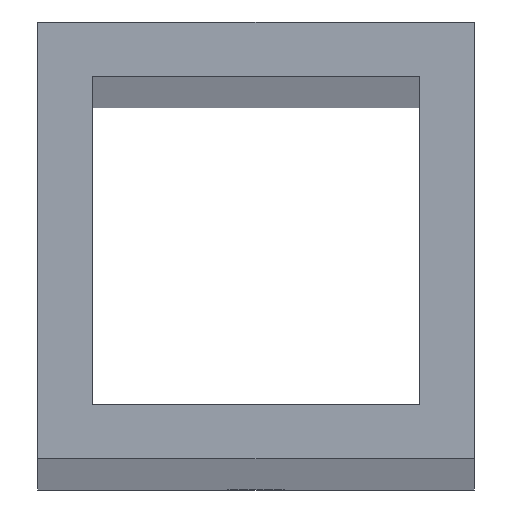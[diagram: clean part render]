
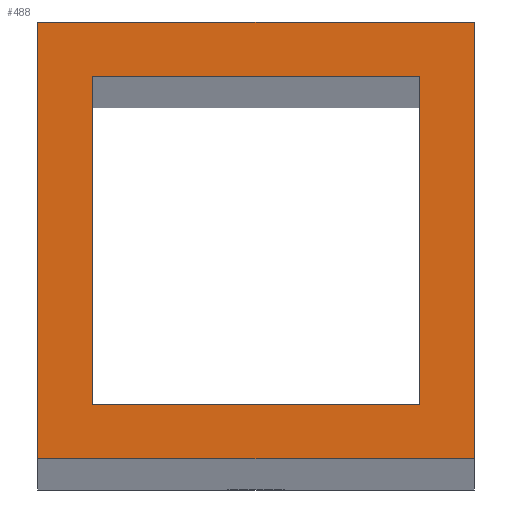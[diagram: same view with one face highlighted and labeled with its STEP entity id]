
A CAD part, top view. The second image highlights one B-rep face of the part: STEP entity #488.
In plain terms, the highlighted planar face has unit normal (0, 0, 1).
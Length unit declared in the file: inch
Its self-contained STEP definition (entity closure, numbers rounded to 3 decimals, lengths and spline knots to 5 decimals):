
#17=LINE('',#787,#41);
#20=LINE('',#793,#44);
#23=LINE('',#799,#47);
#27=LINE('',#808,#51);
#30=LINE('',#814,#54);
#33=LINE('',#820,#57);
#36=LINE('',#824,#60);
#38=LINE('',#827,#62);
#41=VECTOR('',#664,39.37008);
#44=VECTOR('',#669,39.37008);
#47=VECTOR('',#674,39.37008);
#51=VECTOR('',#680,39.37008);
#54=VECTOR('',#685,39.37008);
#57=VECTOR('',#690,39.37008);
#60=VECTOR('',#695,39.37008);
#62=VECTOR('',#699,39.37008);
#71=PLANE('',#564);
#119=FACE_BOUND('',#215,.T.);
#146=FACE_OUTER_BOUND('',#214,.T.);
#214=EDGE_LOOP('',(#435,#436,#437,#438));
#215=EDGE_LOOP('',(#439,#440,#441,#442));
#278=VERTEX_POINT('',#784);
#279=VERTEX_POINT('',#786);
#281=VERTEX_POINT('',#792);
#283=VERTEX_POINT('',#798);
#286=VERTEX_POINT('',#805);
#287=VERTEX_POINT('',#807);
#289=VERTEX_POINT('',#813);
#291=VERTEX_POINT('',#819);
#323=EDGE_CURVE('',#279,#278,#17,.T.);
#326=EDGE_CURVE('',#279,#281,#20,.T.);
#329=EDGE_CURVE('',#281,#283,#23,.T.);
#333=EDGE_CURVE('',#287,#286,#27,.T.);
#336=EDGE_CURVE('',#287,#289,#30,.T.);
#339=EDGE_CURVE('',#289,#291,#33,.T.);
#342=EDGE_CURVE('',#286,#291,#36,.T.);
#344=EDGE_CURVE('',#278,#283,#38,.T.);
#435=ORIENTED_EDGE('',*,*,#333,.T.);
#436=ORIENTED_EDGE('',*,*,#342,.T.);
#437=ORIENTED_EDGE('',*,*,#339,.F.);
#438=ORIENTED_EDGE('',*,*,#336,.F.);
#439=ORIENTED_EDGE('',*,*,#323,.T.);
#440=ORIENTED_EDGE('',*,*,#344,.T.);
#441=ORIENTED_EDGE('',*,*,#329,.F.);
#442=ORIENTED_EDGE('',*,*,#326,.F.);
#488=ADVANCED_FACE('',(#146,#119),#71,.T.);
#564=AXIS2_PLACEMENT_3D('',#828,#700,#701);
#664=DIRECTION('',(-1.,0.,0.));
#669=DIRECTION('',(0.,1.,0.));
#674=DIRECTION('',(-1.,0.,0.));
#680=DIRECTION('',(0.,-1.,0.));
#685=DIRECTION('',(1.,0.,0.));
#690=DIRECTION('',(0.,-1.,0.));
#695=DIRECTION('',(1.,0.,0.));
#699=DIRECTION('',(0.,1.,0.));
#700=DIRECTION('center_axis',(0.,0.,1.));
#701=DIRECTION('ref_axis',(1.,0.,0.));
#784=CARTESIAN_POINT('',(-8.25,6.75,82.));
#786=CARTESIAN_POINT('',(-6.75,6.75,82.));
#787=CARTESIAN_POINT('',(-7.5,6.75,82.));
#792=CARTESIAN_POINT('',(-6.75,8.25,82.));
#793=CARTESIAN_POINT('',(-6.75,7.5,82.));
#798=CARTESIAN_POINT('',(-8.25,8.25,82.));
#799=CARTESIAN_POINT('',(-7.5,8.25,82.));
#805=CARTESIAN_POINT('',(-8.5,6.5,82.));
#807=CARTESIAN_POINT('',(-8.5,8.5,82.));
#808=CARTESIAN_POINT('',(-8.5,7.5,82.));
#813=CARTESIAN_POINT('',(-6.5,8.5,82.));
#814=CARTESIAN_POINT('',(-7.5,8.5,82.));
#819=CARTESIAN_POINT('',(-6.5,6.5,82.));
#820=CARTESIAN_POINT('',(-6.5,7.5,82.));
#824=CARTESIAN_POINT('',(-7.5,6.5,82.));
#827=CARTESIAN_POINT('',(-8.25,7.5,82.));
#828=CARTESIAN_POINT('Origin',(-7.5,7.5,82.));
